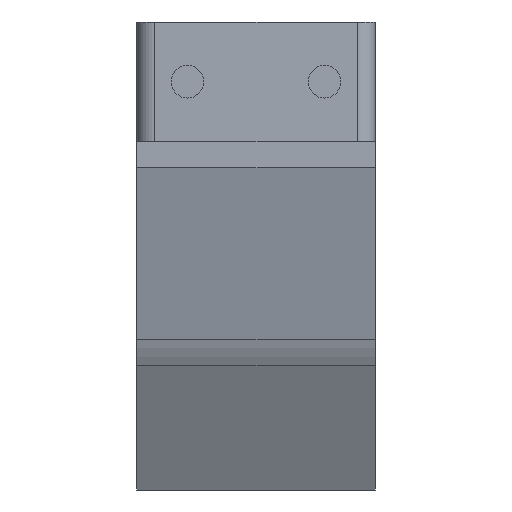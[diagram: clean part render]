
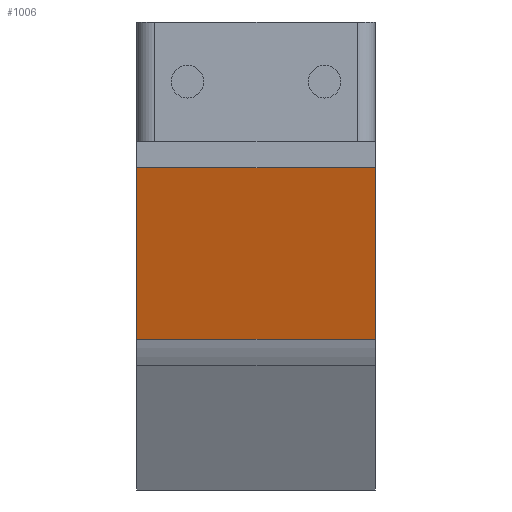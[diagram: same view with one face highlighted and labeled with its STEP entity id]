
A CAD part, left-side view. The second image highlights one B-rep face of the part: STEP entity #1006.
In plain terms, the highlighted planar face has unit normal (-0.967, 0, -0.253).
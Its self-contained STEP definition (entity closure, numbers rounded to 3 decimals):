
#23 = DIRECTION ( 'NONE',  ( -0.253, 0., 0.967 ) ) ;
#25 = CARTESIAN_POINT ( 'NONE',  ( -119.5, 81.5, 443.663 ) ) ;
#39 = PLANE ( 'NONE',  #815 ) ;
#44 = CARTESIAN_POINT ( 'NONE',  ( -111.364, 41.5, 412.599 ) ) ;
#48 = ORIENTED_EDGE ( 'NONE', *, *, #50, .F. ) ;
#50 = EDGE_CURVE ( 'NONE', #479, #940, #87, .T. ) ;
#84 = LINE ( 'NONE', #314, #755 ) ;
#87 = LINE ( 'NONE', #816, #1176 ) ;
#162 = EDGE_CURVE ( 'NONE', #1299, #940, #432, .T. ) ;
#174 = VECTOR ( 'NONE', #618, 1000. ) ;
#201 = DIRECTION ( 'NONE',  ( 0., -1., 0. ) ) ;
#290 = FACE_OUTER_BOUND ( 'NONE', #1273, .T. ) ;
#314 = CARTESIAN_POINT ( 'NONE',  ( -111.968, 41.5, 414.903 ) ) ;
#427 = CARTESIAN_POINT ( 'NONE',  ( -119.5, 41.5, 443.663 ) ) ;
#432 = LINE ( 'NONE', #1029, #174 ) ;
#453 = VECTOR ( 'NONE', #23, 1000. ) ;
#479 = VERTEX_POINT ( 'NONE', #25 ) ;
#545 = DIRECTION ( 'NONE',  ( -0.253, 0., 0.967 ) ) ;
#618 = DIRECTION ( 'NONE',  ( -0.253, 0., 0.967 ) ) ;
#631 = DIRECTION ( 'NONE',  ( 0., -1., 0. ) ) ;
#646 = CARTESIAN_POINT ( 'NONE',  ( -111.968, 81.5, 414.903 ) ) ;
#755 = VECTOR ( 'NONE', #631, 1000. ) ;
#768 = CARTESIAN_POINT ( 'NONE',  ( -111.968, 81.5, 414.903 ) ) ;
#815 = AXIS2_PLACEMENT_3D ( 'NONE', #44, #1055, #545 ) ;
#816 = CARTESIAN_POINT ( 'NONE',  ( -119.5, 41.5, 443.663 ) ) ;
#906 = EDGE_CURVE ( 'NONE', #1056, #479, #1175, .T. ) ;
#927 = CARTESIAN_POINT ( 'NONE',  ( -111.968, 41.5, 414.903 ) ) ;
#940 = VERTEX_POINT ( 'NONE', #427 ) ;
#990 = ORIENTED_EDGE ( 'NONE', *, *, #906, .F. ) ;
#1006 = ADVANCED_FACE ( 'NONE', ( #290 ), #39, .T. ) ;
#1029 = CARTESIAN_POINT ( 'NONE',  ( -111.968, 41.5, 414.903 ) ) ;
#1055 = DIRECTION ( 'NONE',  ( -0.967, 0., -0.253 ) ) ;
#1056 = VERTEX_POINT ( 'NONE', #768 ) ;
#1146 = ORIENTED_EDGE ( 'NONE', *, *, #162, .T. ) ;
#1163 = EDGE_CURVE ( 'NONE', #1056, #1299, #84, .T. ) ;
#1175 = LINE ( 'NONE', #646, #453 ) ;
#1176 = VECTOR ( 'NONE', #201, 1000. ) ;
#1194 = ORIENTED_EDGE ( 'NONE', *, *, #1163, .T. ) ;
#1273 = EDGE_LOOP ( 'NONE', ( #990, #1194, #1146, #48 ) ) ;
#1299 = VERTEX_POINT ( 'NONE', #927 ) ;
